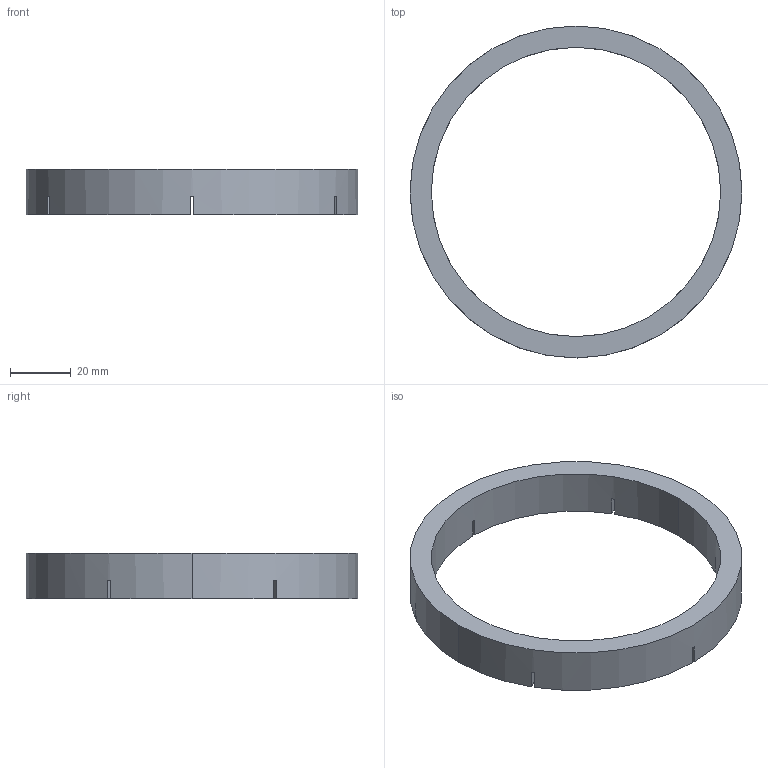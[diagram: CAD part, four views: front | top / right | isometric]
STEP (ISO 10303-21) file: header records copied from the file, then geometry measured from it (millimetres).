
FILE_DESCRIPTION (( 'STEP AP214' ), '1' );
FILE_NAME ('Support de lame 3.STEP', '2019-08-15T10:27:11', ( '' ), ( '' ), 'SwSTEP 2.0', 'SolidWorks 2014', '' );
FILE_SCHEMA (( 'AUTOMOTIVE_DESIGN' ));
Length unit declared in the file: millimetre
Products named in the file (1): Support de lame 3
Bounding box: 109 x 109 x 15 mm (x, y, z)
Volume: 33394.5 mm3; surface area: 14531.5 mm2
Topology: 1 solids, 1 shells, 29 faces, 84 edges, 56 vertices
Faces by surface type: plane 25, cylinder 4
Entity records: 1008 total; most frequent: DIRECTION 176, CARTESIAN_POINT 170, ORIENTED_EDGE 168, EDGE_CURVE 84, AXIS2_PLACEMENT_3D 62, VERTEX_POINT 56, VECTOR 52, LINE 52
